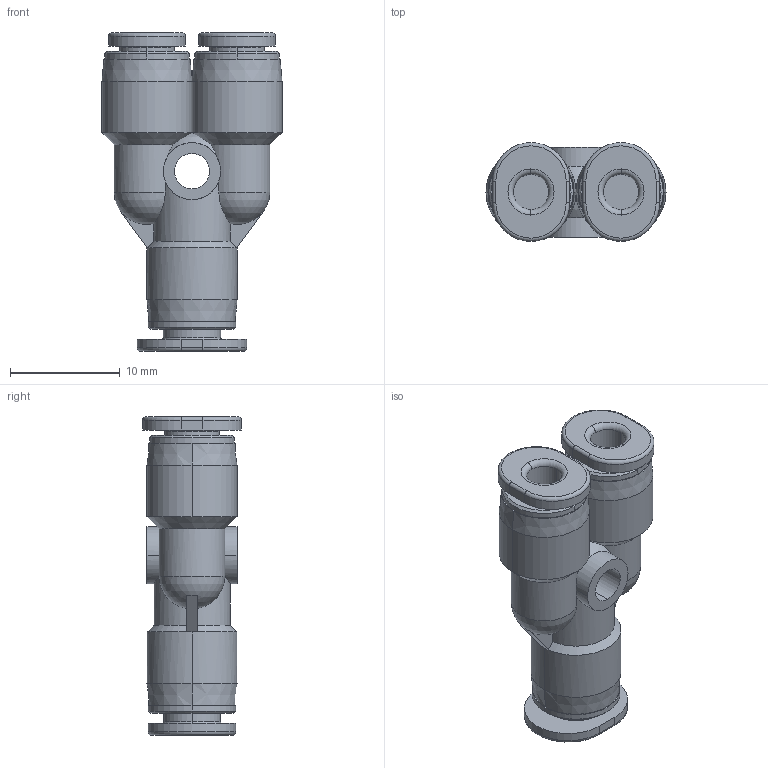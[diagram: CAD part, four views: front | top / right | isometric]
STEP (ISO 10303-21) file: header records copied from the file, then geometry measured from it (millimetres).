
FILE_DESCRIPTION((''),'2;1');
FILE_NAME('PW0403C-mdt.stp','2017-07-24T17:03:26',(''),(''),'Mechanical Desktop 2009','Mechanical Desktop 2009',', , ');
FILE_SCHEMA(('CONFIG_CONTROL_DESIGN'));
Length unit declared in the file: millimetre
Products named in the file (5): PW0403C-MDTA; PW0403C-MDT; COLLAR-L04C; COLLAR-L03C-L; COLLAR-L03C
Assembly tree (6 placements, depth 2):
  PW0403C-MDTA
    PW0403C-MDT
    COLLAR-L04C  x2
    COLLAR-L03C-L  x2
    COLLAR-L03C
Bounding box: 16.4 x 9 x 29 mm (x, y, z)
Volume: 1735.7 mm3; surface area: 1920.6 mm2
Topology: 1 solids, 1 shells, 121 faces, 275 edges, 165 vertices
Faces by surface type: cylinder 46, plane 37, cone 16, torus 12, bspline 6, sphere 4
Entity records: 4021 total; most frequent: CARTESIAN_POINT 1108, DIRECTION 638, ORIENTED_EDGE 546, EDGE_CURVE 273, AXIS2_PLACEMENT_3D 269, VERTEX_POINT 165, CIRCLE 147, EDGE_LOOP 135
